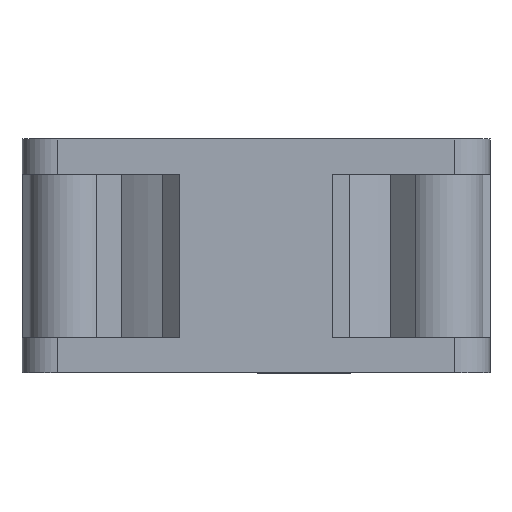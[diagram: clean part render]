
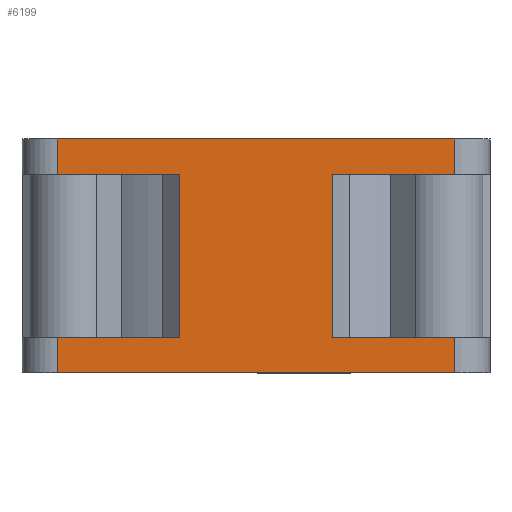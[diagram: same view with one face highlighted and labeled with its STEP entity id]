
A CAD part, left-side view. The second image highlights one B-rep face of the part: STEP entity #6199.
In plain terms, the highlighted planar face has unit normal (-1, 0, 0).
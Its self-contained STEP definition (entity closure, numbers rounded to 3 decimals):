
#9 = VECTOR ( 'NONE', #1284, 1000. ) ;
#94 = CARTESIAN_POINT ( 'NONE',  ( -20., 17., -17. ) ) ;
#140 = DIRECTION ( 'NONE',  ( 0., -1., 0. ) ) ;
#162 = LINE ( 'NONE', #1303, #1612 ) ;
#224 = DIRECTION ( 'NONE',  ( 0., -1., 0. ) ) ;
#260 = VECTOR ( 'NONE', #6548, 1000. ) ;
#295 = VERTEX_POINT ( 'NONE', #3968 ) ;
#322 = EDGE_LOOP ( 'NONE', ( #3282, #640, #6954, #1476, #4268, #1210, #349, #3962, #1093, #2459, #3447, #5935 ) ) ;
#349 = ORIENTED_EDGE ( 'NONE', *, *, #5012, .T. ) ;
#360 = EDGE_CURVE ( 'NONE', #1382, #6682, #1886, .T. ) ;
#510 = LINE ( 'NONE', #6450, #1321 ) ;
#640 = ORIENTED_EDGE ( 'NONE', *, *, #7302, .T. ) ;
#1048 = VECTOR ( 'NONE', #5000, 1000. ) ;
#1093 = ORIENTED_EDGE ( 'NONE', *, *, #1422, .F. ) ;
#1210 = ORIENTED_EDGE ( 'NONE', *, *, #4979, .T. ) ;
#1221 = CARTESIAN_POINT ( 'NONE',  ( -20., 17., -20. ) ) ;
#1228 = EDGE_CURVE ( 'NONE', #5605, #6102, #162, .T. ) ;
#1272 = CARTESIAN_POINT ( 'NONE',  ( -20., -17., -20. ) ) ;
#1284 = DIRECTION ( 'NONE',  ( 0., -1., 0. ) ) ;
#1301 = CARTESIAN_POINT ( 'NONE',  ( -20., 17., 0. ) ) ;
#1302 = LINE ( 'NONE', #3240, #1048 ) ;
#1303 = CARTESIAN_POINT ( 'NONE',  ( -20., 17., -17. ) ) ;
#1321 = VECTOR ( 'NONE', #2373, 1000. ) ;
#1330 = VECTOR ( 'NONE', #6010, 1000. ) ;
#1382 = VERTEX_POINT ( 'NONE', #3696 ) ;
#1422 = EDGE_CURVE ( 'NONE', #3205, #6672, #1690, .T. ) ;
#1437 = CARTESIAN_POINT ( 'NONE',  ( -20., -6.5, -3. ) ) ;
#1476 = ORIENTED_EDGE ( 'NONE', *, *, #360, .F. ) ;
#1482 = CARTESIAN_POINT ( 'NONE',  ( -20., 17., -17. ) ) ;
#1612 = VECTOR ( 'NONE', #2439, 1000. ) ;
#1626 = VERTEX_POINT ( 'NONE', #6141 ) ;
#1683 = DIRECTION ( 'NONE',  ( 0., 0., -1. ) ) ;
#1690 = LINE ( 'NONE', #1301, #260 ) ;
#1886 = LINE ( 'NONE', #2447, #3890 ) ;
#1922 = PLANE ( 'NONE',  #7190 ) ;
#1926 = CARTESIAN_POINT ( 'NONE',  ( -20., 17., -3. ) ) ;
#2189 = LINE ( 'NONE', #4263, #3908 ) ;
#2373 = DIRECTION ( 'NONE',  ( 0., -1., 0. ) ) ;
#2403 = VECTOR ( 'NONE', #224, 1000. ) ;
#2439 = DIRECTION ( 'NONE',  ( 0., -1., 0. ) ) ;
#2447 = CARTESIAN_POINT ( 'NONE',  ( -20., -17., -17. ) ) ;
#2452 = LINE ( 'NONE', #1926, #9 ) ;
#2459 = ORIENTED_EDGE ( 'NONE', *, *, #2781, .T. ) ;
#2580 = VERTEX_POINT ( 'NONE', #4387 ) ;
#2640 = VECTOR ( 'NONE', #1683, 1000. ) ;
#2766 = CARTESIAN_POINT ( 'NONE',  ( -20., -6.5, -17. ) ) ;
#2781 = EDGE_CURVE ( 'NONE', #3205, #2580, #5014, .T. ) ;
#2943 = LINE ( 'NONE', #4267, #1330 ) ;
#3205 = VERTEX_POINT ( 'NONE', #6475 ) ;
#3240 = CARTESIAN_POINT ( 'NONE',  ( -20., 6.5, -17. ) ) ;
#3282 = ORIENTED_EDGE ( 'NONE', *, *, #1228, .F. ) ;
#3431 = VERTEX_POINT ( 'NONE', #2766 ) ;
#3447 = ORIENTED_EDGE ( 'NONE', *, *, #7153, .T. ) ;
#3498 = CARTESIAN_POINT ( 'NONE',  ( -20., -17., 0. ) ) ;
#3580 = LINE ( 'NONE', #5745, #7267 ) ;
#3641 = VERTEX_POINT ( 'NONE', #1221 ) ;
#3696 = CARTESIAN_POINT ( 'NONE',  ( -20., -17., -17. ) ) ;
#3890 = VECTOR ( 'NONE', #7020, 1000. ) ;
#3908 = VECTOR ( 'NONE', #5881, 1000. ) ;
#3962 = ORIENTED_EDGE ( 'NONE', *, *, #7459, .F. ) ;
#3968 = CARTESIAN_POINT ( 'NONE',  ( -20., 6.5, -3. ) ) ;
#4050 = DIRECTION ( 'NONE',  ( 0., 0., -1. ) ) ;
#4126 = EDGE_CURVE ( 'NONE', #3431, #1382, #3580, .T. ) ;
#4152 = EDGE_CURVE ( 'NONE', #3641, #6682, #510, .T. ) ;
#4201 = CARTESIAN_POINT ( 'NONE',  ( -20., 17., 0. ) ) ;
#4263 = CARTESIAN_POINT ( 'NONE',  ( -20., -17., 0. ) ) ;
#4267 = CARTESIAN_POINT ( 'NONE',  ( -20., -6.5, -17. ) ) ;
#4268 = ORIENTED_EDGE ( 'NONE', *, *, #4126, .F. ) ;
#4387 = CARTESIAN_POINT ( 'NONE',  ( -20., 17., -3. ) ) ;
#4768 = DIRECTION ( 'NONE',  ( -1., 0., 0. ) ) ;
#4979 = EDGE_CURVE ( 'NONE', #3431, #1626, #2943, .T. ) ;
#5000 = DIRECTION ( 'NONE',  ( 0., 0., 1. ) ) ;
#5012 = EDGE_CURVE ( 'NONE', #1626, #6208, #5995, .T. ) ;
#5014 = LINE ( 'NONE', #6378, #6179 ) ;
#5188 = CARTESIAN_POINT ( 'NONE',  ( -20., 6.5, -17. ) ) ;
#5605 = VERTEX_POINT ( 'NONE', #1482 ) ;
#5610 = EDGE_CURVE ( 'NONE', #6102, #295, #1302, .T. ) ;
#5745 = CARTESIAN_POINT ( 'NONE',  ( -20., -6.5, -17. ) ) ;
#5881 = DIRECTION ( 'NONE',  ( 0., 0., -1. ) ) ;
#5935 = ORIENTED_EDGE ( 'NONE', *, *, #5610, .F. ) ;
#5946 = DIRECTION ( 'NONE',  ( 0., 0., 1. ) ) ;
#5995 = LINE ( 'NONE', #1437, #2403 ) ;
#6010 = DIRECTION ( 'NONE',  ( 0., 0., 1. ) ) ;
#6048 = LINE ( 'NONE', #94, #2640 ) ;
#6102 = VERTEX_POINT ( 'NONE', #5188 ) ;
#6141 = CARTESIAN_POINT ( 'NONE',  ( -20., -6.5, -3. ) ) ;
#6179 = VECTOR ( 'NONE', #4050, 1000. ) ;
#6199 = ADVANCED_FACE ( 'NONE', ( #7326 ), #1922, .T. ) ;
#6208 = VERTEX_POINT ( 'NONE', #7109 ) ;
#6378 = CARTESIAN_POINT ( 'NONE',  ( -20., 17., 0. ) ) ;
#6450 = CARTESIAN_POINT ( 'NONE',  ( -20., 17., -20. ) ) ;
#6475 = CARTESIAN_POINT ( 'NONE',  ( -20., 17., 0. ) ) ;
#6548 = DIRECTION ( 'NONE',  ( 0., -1., 0. ) ) ;
#6672 = VERTEX_POINT ( 'NONE', #3498 ) ;
#6682 = VERTEX_POINT ( 'NONE', #1272 ) ;
#6954 = ORIENTED_EDGE ( 'NONE', *, *, #4152, .T. ) ;
#7020 = DIRECTION ( 'NONE',  ( 0., 0., -1. ) ) ;
#7109 = CARTESIAN_POINT ( 'NONE',  ( -20., -17., -3. ) ) ;
#7153 = EDGE_CURVE ( 'NONE', #2580, #295, #2452, .T. ) ;
#7190 = AXIS2_PLACEMENT_3D ( 'NONE', #4201, #4768, #5946 ) ;
#7267 = VECTOR ( 'NONE', #140, 1000. ) ;
#7302 = EDGE_CURVE ( 'NONE', #5605, #3641, #6048, .T. ) ;
#7326 = FACE_OUTER_BOUND ( 'NONE', #322, .T. ) ;
#7459 = EDGE_CURVE ( 'NONE', #6672, #6208, #2189, .T. ) ;
